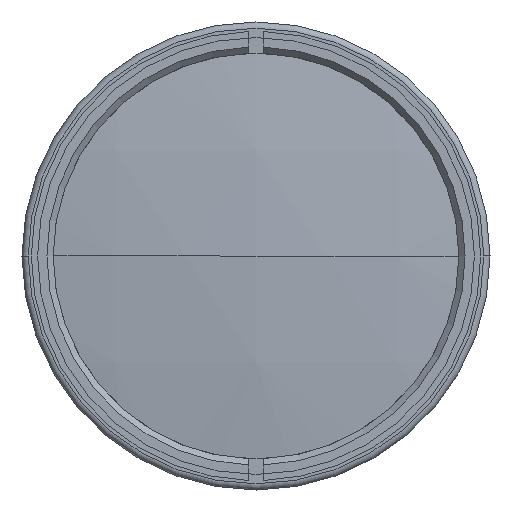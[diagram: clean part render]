
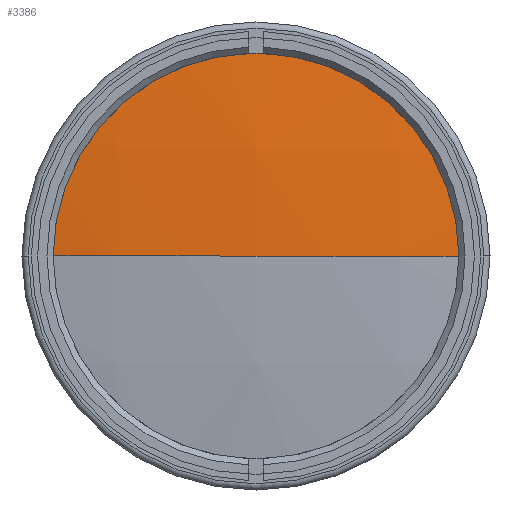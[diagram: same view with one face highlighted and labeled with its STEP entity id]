
A CAD part, left-side view. The second image highlights one B-rep face of the part: STEP entity #3386.
In plain terms, the highlighted spherical face has radius 252 mm.
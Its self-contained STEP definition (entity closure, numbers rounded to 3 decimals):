
#99 = AXIS2_PLACEMENT_3D ( 'NONE', #4681, #1715, #4221 ) ;
#219 = DIRECTION ( 'NONE',  ( 0., 1., 0. ) ) ;
#244 = CIRCLE ( 'NONE', #804, 252. ) ;
#419 = DIRECTION ( 'NONE',  ( 0., -1., 0. ) ) ;
#445 = EDGE_CURVE ( 'NONE', #4282, #3728, #4612, .T. ) ;
#719 = CARTESIAN_POINT ( 'NONE',  ( 106.507, 0., 0. ) ) ;
#721 = ORIENTED_EDGE ( 'NONE', *, *, #3569, .F. ) ;
#804 = AXIS2_PLACEMENT_3D ( 'NONE', #1585, #3026, #419 ) ;
#842 = CARTESIAN_POINT ( 'NONE',  ( -145.493, 0., 0. ) ) ;
#977 = CIRCLE ( 'NONE', #2387, 252. ) ;
#1261 = EDGE_CURVE ( 'NONE', #3728, #2280, #244, .T. ) ;
#1279 = ORIENTED_EDGE ( 'NONE', *, *, #445, .T. ) ;
#1585 = CARTESIAN_POINT ( 'NONE',  ( 106.507, 0., 0. ) ) ;
#1643 = FACE_OUTER_BOUND ( 'NONE', #3080, .T. ) ;
#1693 = SPHERICAL_SURFACE ( 'NONE', #99, 252. ) ;
#1715 = DIRECTION ( 'NONE',  ( 0., 0., 1. ) ) ;
#2172 = DIRECTION ( 'NONE',  ( -1., 0., 0. ) ) ;
#2280 = VERTEX_POINT ( 'NONE', #842 ) ;
#2387 = AXIS2_PLACEMENT_3D ( 'NONE', #719, #3586, #219 ) ;
#2510 = AXIS2_PLACEMENT_3D ( 'NONE', #4328, #2172, #4011 ) ;
#3026 = DIRECTION ( 'NONE',  ( 0., 0., 1. ) ) ;
#3080 = EDGE_LOOP ( 'NONE', ( #1279, #4044, #721 ) ) ;
#3351 = CARTESIAN_POINT ( 'NONE',  ( -143.189, -34., 0. ) ) ;
#3386 = ADVANCED_FACE ( 'NONE', ( #1643 ), #1693, .T. ) ;
#3569 = EDGE_CURVE ( 'NONE', #4282, #2280, #977, .T. ) ;
#3586 = DIRECTION ( 'NONE',  ( 0., 0., -1. ) ) ;
#3728 = VERTEX_POINT ( 'NONE', #3779 ) ;
#3779 = CARTESIAN_POINT ( 'NONE',  ( -143.189, 34., 0. ) ) ;
#4011 = DIRECTION ( 'NONE',  ( 0., 0., -1. ) ) ;
#4044 = ORIENTED_EDGE ( 'NONE', *, *, #1261, .T. ) ;
#4221 = DIRECTION ( 'NONE',  ( 0., -1., 0. ) ) ;
#4282 = VERTEX_POINT ( 'NONE', #3351 ) ;
#4328 = CARTESIAN_POINT ( 'NONE',  ( -143.189, 0., 0. ) ) ;
#4612 = CIRCLE ( 'NONE', #2510, 34. ) ;
#4681 = CARTESIAN_POINT ( 'NONE',  ( 106.507, 0., 0. ) ) ;
